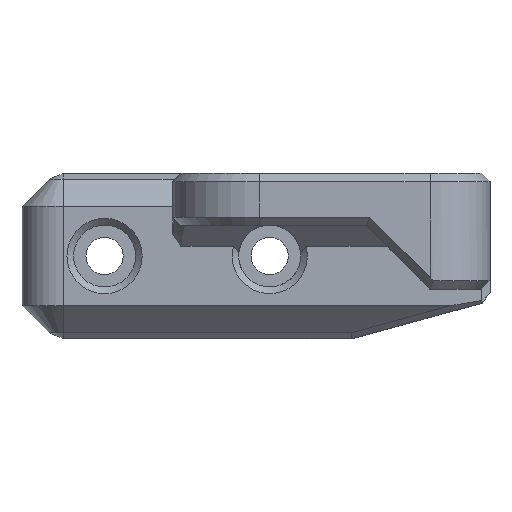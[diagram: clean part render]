
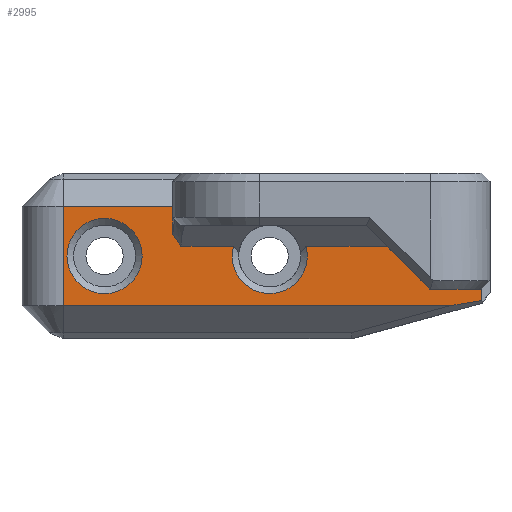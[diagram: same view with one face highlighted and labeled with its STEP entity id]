
A CAD part, front view. The second image highlights one B-rep face of the part: STEP entity #2995.
In plain terms, the highlighted planar face has unit normal (0, -1, 0).
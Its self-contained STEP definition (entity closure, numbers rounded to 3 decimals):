
#139=FACE_BOUND('',#330,.T.);
#152=FACE_OUTER_BOUND('',#329,.T.);
#329=EDGE_LOOP('',(#1990,#1991,#1992,#1993,#1994,#1995,#1996,#1997,#1998,
#1999,#2000,#2001));
#330=EDGE_LOOP('',(#2002));
#519=B_SPLINE_CURVE_WITH_KNOTS('',3,(#3914,#3915,#3916,#3917,#3918,#3919),
 .UNSPECIFIED.,.F.,.F.,(4,2,4),(0.,0.087,0.173),
 .UNSPECIFIED.);
#678=CIRCLE('',#3187,4.55);
#679=CIRCLE('',#3188,4.55);
#726=LINE('',#3908,#974);
#727=LINE('',#3912,#975);
#728=LINE('',#3921,#976);
#729=LINE('',#3923,#977);
#730=LINE('',#3925,#978);
#731=LINE('',#3927,#979);
#732=LINE('',#3929,#980);
#733=LINE('',#3931,#981);
#734=LINE('',#3933,#982);
#735=LINE('',#3934,#983);
#974=VECTOR('',#3346,10.);
#975=VECTOR('',#3349,10.);
#976=VECTOR('',#3350,10.);
#977=VECTOR('',#3351,10.);
#978=VECTOR('',#3352,5.);
#979=VECTOR('',#3353,10.);
#980=VECTOR('',#3354,10.);
#981=VECTOR('',#3355,10.);
#982=VECTOR('',#3356,10.);
#983=VECTOR('',#3357,10.);
#1222=VERTEX_POINT('',#3906);
#1223=VERTEX_POINT('',#3907);
#1224=VERTEX_POINT('',#3909);
#1225=VERTEX_POINT('',#3911);
#1226=VERTEX_POINT('',#3913);
#1227=VERTEX_POINT('',#3920);
#1228=VERTEX_POINT('',#3922);
#1229=VERTEX_POINT('',#3924);
#1230=VERTEX_POINT('',#3926);
#1231=VERTEX_POINT('',#3928);
#1232=VERTEX_POINT('',#3930);
#1233=VERTEX_POINT('',#3932);
#1234=VERTEX_POINT('',#3935);
#1521=EDGE_CURVE('',#1222,#1223,#726,.T.);
#1522=EDGE_CURVE('',#1223,#1224,#678,.T.);
#1523=EDGE_CURVE('',#1224,#1225,#727,.T.);
#1524=EDGE_CURVE('',#1225,#1226,#519,.F.);
#1525=EDGE_CURVE('',#1226,#1227,#728,.T.);
#1526=EDGE_CURVE('',#1227,#1228,#729,.T.);
#1527=EDGE_CURVE('',#1229,#1228,#730,.T.);
#1528=EDGE_CURVE('',#1229,#1230,#731,.T.);
#1529=EDGE_CURVE('',#1230,#1231,#732,.T.);
#1530=EDGE_CURVE('',#1231,#1232,#733,.T.);
#1531=EDGE_CURVE('',#1232,#1233,#734,.T.);
#1532=EDGE_CURVE('',#1222,#1233,#735,.T.);
#1533=EDGE_CURVE('',#1234,#1234,#679,.T.);
#1990=ORIENTED_EDGE('',*,*,#1521,.T.);
#1991=ORIENTED_EDGE('',*,*,#1522,.T.);
#1992=ORIENTED_EDGE('',*,*,#1523,.T.);
#1993=ORIENTED_EDGE('',*,*,#1524,.T.);
#1994=ORIENTED_EDGE('',*,*,#1525,.T.);
#1995=ORIENTED_EDGE('',*,*,#1526,.T.);
#1996=ORIENTED_EDGE('',*,*,#1527,.F.);
#1997=ORIENTED_EDGE('',*,*,#1528,.T.);
#1998=ORIENTED_EDGE('',*,*,#1529,.T.);
#1999=ORIENTED_EDGE('',*,*,#1530,.T.);
#2000=ORIENTED_EDGE('',*,*,#1531,.T.);
#2001=ORIENTED_EDGE('',*,*,#1532,.F.);
#2002=ORIENTED_EDGE('',*,*,#1533,.T.);
#2928=PLANE('',#3186);
#2995=ADVANCED_FACE('',(#152,#139),#2928,.F.);
#3186=AXIS2_PLACEMENT_3D('',#3905,#3344,#3345);
#3187=AXIS2_PLACEMENT_3D('',#3910,#3347,#3348);
#3188=AXIS2_PLACEMENT_3D('',#3936,#3358,#3359);
#3344=DIRECTION('center_axis',(0.,1.,0.));
#3345=DIRECTION('ref_axis',(0.,0.,1.));
#3346=DIRECTION('',(-1.,0.,0.));
#3347=DIRECTION('center_axis',(0.,1.,0.));
#3348=DIRECTION('ref_axis',(-1.,0.,0.));
#3349=DIRECTION('',(-1.,0.,0.));
#3350=DIRECTION('',(0.,0.,1.));
#3351=DIRECTION('',(-1.,0.,0.));
#3352=DIRECTION('',(0.,0.,1.));
#3353=DIRECTION('',(1.,0.,0.));
#3354=DIRECTION('',(0.988,0.,0.156));
#3355=DIRECTION('',(0.,0.,1.));
#3356=DIRECTION('',(-1.,0.,0.));
#3357=DIRECTION('',(0.,0.,-1.));
#3358=DIRECTION('center_axis',(0.,1.,0.));
#3359=DIRECTION('ref_axis',(-1.,0.,0.));
#3905=CARTESIAN_POINT('Origin',(209.913,-131.92,255.365));
#3906=CARTESIAN_POINT('',(213.054,-131.92,249.465));
#3907=CARTESIAN_POINT('',(194.395,-131.92,249.465));
#3908=CARTESIAN_POINT('',(211.663,-131.92,249.465));
#3909=CARTESIAN_POINT('',(185.615,-131.92,249.465));
#3910=CARTESIAN_POINT('Origin',(190.005,-131.92,248.27));
#3911=CARTESIAN_POINT('',(179.254,-131.92,249.465));
#3912=CARTESIAN_POINT('',(211.663,-131.92,249.465));
#3913=CARTESIAN_POINT('',(178.255,-131.92,250.878));
#3914=CARTESIAN_POINT('Ctrl Pts',(178.255,-131.92,250.878));
#3915=CARTESIAN_POINT('Ctrl Pts',(178.424,-131.92,250.645));
#3916=CARTESIAN_POINT('Ctrl Pts',(178.592,-131.92,250.41));
#3917=CARTESIAN_POINT('Ctrl Pts',(178.926,-131.92,249.939));
#3918=CARTESIAN_POINT('Ctrl Pts',(179.091,-131.92,249.703));
#3919=CARTESIAN_POINT('Ctrl Pts',(179.254,-131.92,249.465));
#3920=CARTESIAN_POINT('',(178.254,-131.92,254.265));
#3921=CARTESIAN_POINT('',(178.254,-131.92,254.665));
#3922=CARTESIAN_POINT('',(165.02,-131.92,254.265));
#3923=CARTESIAN_POINT('',(211.663,-131.92,254.265));
#3924=CARTESIAN_POINT('',(165.02,-131.92,242.275));
#3925=CARTESIAN_POINT('',(165.02,-131.92,255.365));
#3926=CARTESIAN_POINT('',(211.934,-131.92,242.275));
#3927=CARTESIAN_POINT('',(198.629,-131.92,242.275));
#3928=CARTESIAN_POINT('',(215.674,-131.92,242.866));
#3929=CARTESIAN_POINT('',(208.02,-131.92,241.656));
#3930=CARTESIAN_POINT('',(215.674,-131.92,244.275));
#3931=CARTESIAN_POINT('',(215.674,-131.92,255.365));
#3932=CARTESIAN_POINT('',(213.054,-131.92,244.275));
#3933=CARTESIAN_POINT('',(199.284,-131.92,244.275));
#3934=CARTESIAN_POINT('',(213.054,-131.92,252.865));
#3935=CARTESIAN_POINT('',(174.565,-131.92,248.27));
#3936=CARTESIAN_POINT('Origin',(170.015,-131.92,248.27));
